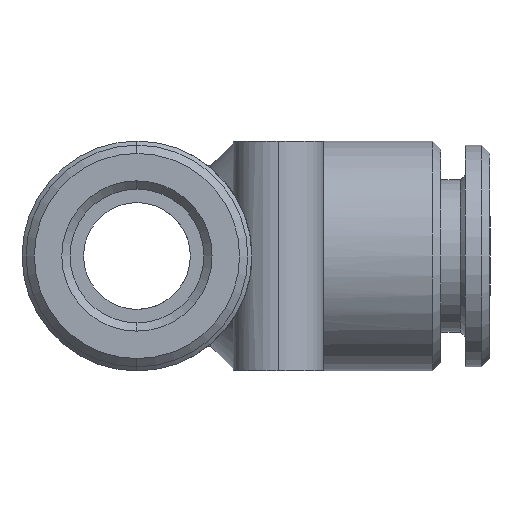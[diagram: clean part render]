
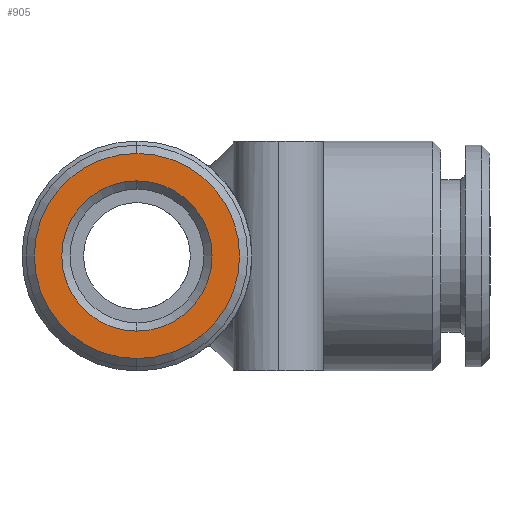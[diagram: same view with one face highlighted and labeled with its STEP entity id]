
A CAD part, left-side view. The second image highlights one B-rep face of the part: STEP entity #905.
In plain terms, the highlighted planar face has unit normal (-1, 0, 0).
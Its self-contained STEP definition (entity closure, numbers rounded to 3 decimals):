
#1 = VERTEX_POINT ( 'NONE', #934 ) ;
#7 = VERTEX_POINT ( 'NONE', #939 ) ;
#9 = EDGE_CURVE ( 'NONE', #7, #1, #937, .T. ) ;
#279 = VERTEX_POINT ( 'NONE', #1630 ) ;
#308 = VERTEX_POINT ( 'NONE', #1671 ) ;
#380 = EDGE_CURVE ( 'NONE', #279, #308, #2871, .T. ) ;
#890 = ORIENTED_EDGE ( 'NONE', *, *, #380, .T. ) ;
#891 = ORIENTED_EDGE ( 'NONE', *, *, #902, .T. ) ;
#902 = EDGE_CURVE ( 'NONE', #308, #279, #2557, .T. ) ;
#905 = ADVANCED_FACE ( 'NONE', ( #2640, #2639 ), #2638, .F. ) ;
#906 = ORIENTED_EDGE ( 'NONE', *, *, #9, .F. ) ;
#922 = DIRECTION ( 'NONE',  ( 0., 0., -1. ) ) ;
#923 = DIRECTION ( 'NONE',  ( 1., 0., 0. ) ) ;
#924 = CARTESIAN_POINT ( 'NONE',  ( -21.5, 0., 0. ) ) ;
#925 = AXIS2_PLACEMENT_3D ( 'NONE', #924, #923, #922 ) ;
#934 = CARTESIAN_POINT ( 'NONE',  ( -21.5, 0., 6.25 ) ) ;
#937 = CIRCLE ( 'NONE', #925, 6.25 ) ;
#939 = CARTESIAN_POINT ( 'NONE',  ( -21.5, 0., -6.25 ) ) ;
#970 = EDGE_CURVE ( 'NONE', #1, #7, #2568, .T. ) ;
#973 = EDGE_LOOP ( 'NONE', ( #890, #891 ) ) ;
#975 = ORIENTED_EDGE ( 'NONE', *, *, #970, .F. ) ;
#977 = EDGE_LOOP ( 'NONE', ( #906, #975 ) ) ;
#1630 = CARTESIAN_POINT ( 'NONE',  ( -21.5, 0., 4.575 ) ) ;
#1671 = CARTESIAN_POINT ( 'NONE',  ( -21.5, 0., -4.575 ) ) ;
#2555 = CARTESIAN_POINT ( 'NONE',  ( -21.5, 0., 0. ) ) ;
#2556 = AXIS2_PLACEMENT_3D ( 'NONE', #2555, #2642, #2641 ) ;
#2557 = CIRCLE ( 'NONE', #2556, 4.575 ) ;
#2565 = DIRECTION ( 'NONE',  ( 0., 0., -1. ) ) ;
#2566 = DIRECTION ( 'NONE',  ( 1., 0., 0. ) ) ;
#2567 = AXIS2_PLACEMENT_3D ( 'NONE', #2632, #2566, #2565 ) ;
#2568 = CIRCLE ( 'NONE', #2567, 6.25 ) ;
#2632 = CARTESIAN_POINT ( 'NONE',  ( -21.5, 0., 0. ) ) ;
#2638 = PLANE ( 'NONE',  #2646 ) ;
#2639 = FACE_BOUND ( 'NONE', #973, .T. ) ;
#2640 = FACE_OUTER_BOUND ( 'NONE', #977, .T. ) ;
#2641 = DIRECTION ( 'NONE',  ( 0., 0., -1. ) ) ;
#2642 = DIRECTION ( 'NONE',  ( 1., 0., 0. ) ) ;
#2643 = DIRECTION ( 'NONE',  ( 0., 0., -1. ) ) ;
#2644 = DIRECTION ( 'NONE',  ( 1., 0., 0. ) ) ;
#2645 = CARTESIAN_POINT ( 'NONE',  ( -21.5, -6.25, 0. ) ) ;
#2646 = AXIS2_PLACEMENT_3D ( 'NONE', #2645, #2644, #2643 ) ;
#2861 = DIRECTION ( 'NONE',  ( 0., 0., -1. ) ) ;
#2862 = DIRECTION ( 'NONE',  ( 1., 0., 0. ) ) ;
#2863 = CARTESIAN_POINT ( 'NONE',  ( -21.5, 0., 0. ) ) ;
#2864 = AXIS2_PLACEMENT_3D ( 'NONE', #2863, #2862, #2861 ) ;
#2871 = CIRCLE ( 'NONE', #2864, 4.575 ) ;
